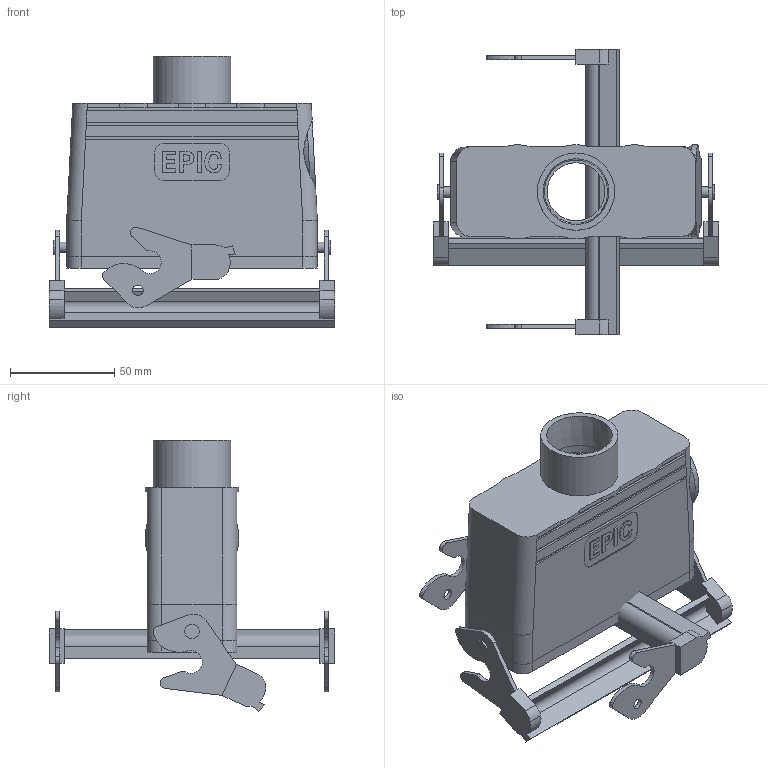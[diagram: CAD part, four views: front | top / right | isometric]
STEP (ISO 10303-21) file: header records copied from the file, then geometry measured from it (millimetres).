
FILE_DESCRIPTION( ( 'Unknown' ), '1' );
FILE_NAME( 'H_B_24_TBFH_LB_NPT_1_ASM.stp', 'Unknown', ( 'Unknown' ), ( 'Unknown' ), 'PSStep 11.0', 'Unknown', ' ' );
FILE_SCHEMA( ( 'AUTOMOTIVE_DESIGN { 1 0 10303 214 1 1 1 1 }' ) );
Length unit declared in the file: millimetre
Products named in the file (3): Assem1; H_B_24_TBFH_LB_NPT_1; GRIFF_LAENGSBUEGEL_HB_24_CADENAS
Bounding box: 136.5 x 136.5 x 129.8 mm (x, y, z)
Volume: 260325.2 mm3; surface area: 152707.7 mm2
Topology: 4 solids, 4 shells, 472 faces, 1218 edges, 792 vertices
Faces by surface type: plane 320, cylinder 138, extrusion 8, cone 6
Full cylindrical faces by diameter (mm): 2.459 x8, 4.9 x4, 5.1 x4, 7 x4, 27.7 x2, 30.411 x2, 37 x2
Entity records: 9223 total; most frequent: CARTESIAN_POINT 1604, ORIENTED_EDGE 1176, DIRECTION 1143, EDGE_CURVE 588, VECTOR 395, LINE 391, VERTEX_POINT 389, AXIS2_PLACEMENT_3D 374
